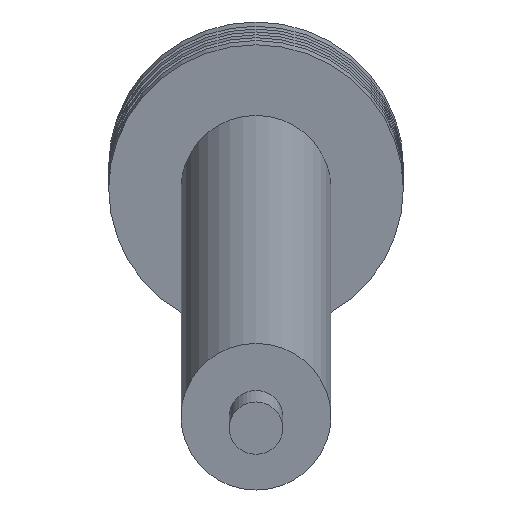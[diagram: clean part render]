
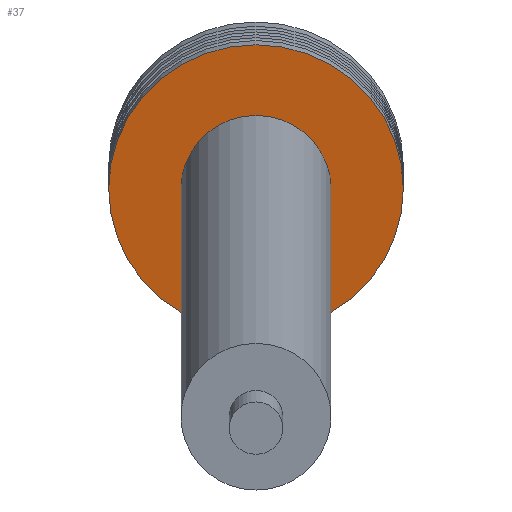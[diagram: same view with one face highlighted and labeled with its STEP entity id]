
A CAD part, top view. The second image highlights one B-rep face of the part: STEP entity #37.
In plain terms, the highlighted planar face has unit normal (0, -0.214, 0.977).
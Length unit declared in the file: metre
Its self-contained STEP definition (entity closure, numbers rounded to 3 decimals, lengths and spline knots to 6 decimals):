
#37 = ADVANCED_FACE( '', ( #80, #81 ), #82, .F. );
#80 = FACE_BOUND( '', #137, .T. );
#81 = FACE_OUTER_BOUND( '', #138, .T. );
#82 = PLANE( '', #139 );
#137 = EDGE_LOOP( '', ( #188 ) );
#138 = EDGE_LOOP( '', ( #189 ) );
#139 = AXIS2_PLACEMENT_3D( '', #190, #191, #192 );
#188 = ORIENTED_EDGE( '', *, *, #264, .T. );
#189 = ORIENTED_EDGE( '', *, *, #265, .F. );
#190 = CARTESIAN_POINT( '', ( 0., -2.584332, 0.894151 ) );
#191 = DIRECTION( '', ( 0., 0.215, -0.977 ) );
#192 = DIRECTION( '', ( 1., 0., 0. ) );
#264 = EDGE_CURVE( '', #289, #289, #290, .T. );
#265 = EDGE_CURVE( '', #291, #291, #292, .T. );
#289 = VERTEX_POINT( '', #326 );
#290 = CIRCLE( '', #327, 0.01778 );
#291 = VERTEX_POINT( '', #328 );
#292 = CIRCLE( '', #329, 0.034925 );
#326 = CARTESIAN_POINT( '', ( 0., -2.566966, 0.897965 ) );
#327 = AXIS2_PLACEMENT_3D( '', #362, #363, #364 );
#328 = CARTESIAN_POINT( '', ( 0., -2.55022, 0.901643 ) );
#329 = AXIS2_PLACEMENT_3D( '', #365, #366, #367 );
#362 = CARTESIAN_POINT( '', ( 0., -2.584332, 0.894151 ) );
#363 = DIRECTION( '', ( 0., 0.215, -0.977 ) );
#364 = DIRECTION( '', ( 0., 0.977, 0.215 ) );
#365 = CARTESIAN_POINT( '', ( 0., -2.584332, 0.894151 ) );
#366 = DIRECTION( '', ( 0., 0.215, -0.977 ) );
#367 = DIRECTION( '', ( 0., 0.977, 0.215 ) );
